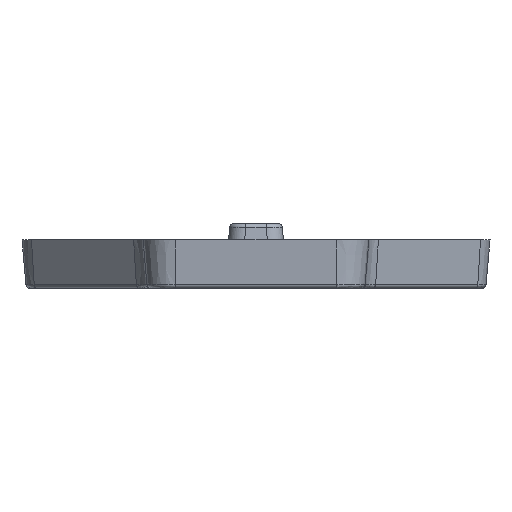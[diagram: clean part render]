
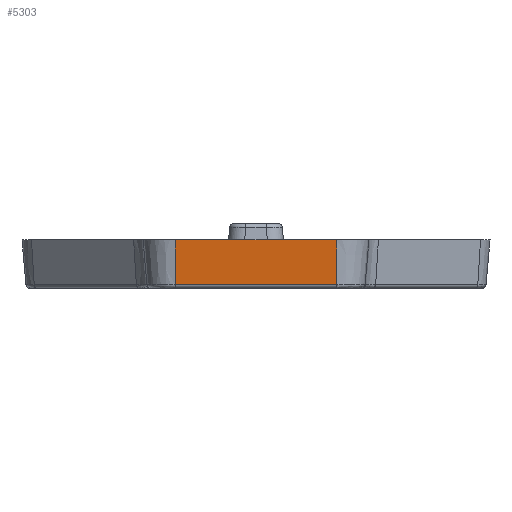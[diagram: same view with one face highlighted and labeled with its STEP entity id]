
A CAD part, front view. The second image highlights one B-rep face of the part: STEP entity #5303.
In plain terms, the highlighted planar face has unit normal (0, -0.996, -0.087).
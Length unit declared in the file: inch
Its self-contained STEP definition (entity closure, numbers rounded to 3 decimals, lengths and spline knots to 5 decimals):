
#29 = ORIENTED_EDGE ( 'NONE', *, *, #3926, .F. ) ;
#194 = VERTEX_POINT ( 'NONE', #458 ) ;
#378 = VERTEX_POINT ( 'NONE', #4138 ) ;
#441 = DIRECTION ( 'NONE',  ( 1., 0., 0. ) ) ;
#458 = CARTESIAN_POINT ( 'NONE',  ( 0.19685, -1.55512, 0. ) ) ;
#462 = LINE ( 'NONE', #893, #3948 ) ;
#486 = VERTEX_POINT ( 'NONE', #1195 ) ;
#725 = EDGE_CURVE ( 'NONE', #378, #486, #1103, .T. ) ;
#893 = CARTESIAN_POINT ( 'NONE',  ( 0.27559, -1.54557, -0.10913 ) ) ;
#1070 = CARTESIAN_POINT ( 'NONE',  ( 0.27559, -1.55512, 0. ) ) ;
#1103 = LINE ( 'NONE', #1070, #3473 ) ;
#1131 = CARTESIAN_POINT ( 'NONE',  ( 0.27559, -1.55512, 0. ) ) ;
#1190 = ORIENTED_EDGE ( 'NONE', *, *, #3940, .F. ) ;
#1195 = CARTESIAN_POINT ( 'NONE',  ( -0.02771, -1.55512, 0. ) ) ;
#1269 = LINE ( 'NONE', #3154, #2259 ) ;
#1379 = CARTESIAN_POINT ( 'NONE',  ( -0.19685, -1.54557, -0.10913 ) ) ;
#1412 = VECTOR ( 'NONE', #2061, 39.37008 ) ;
#1902 = CARTESIAN_POINT ( 'NONE',  ( 0.19685, -1.54557, -0.10913 ) ) ;
#1962 = EDGE_LOOP ( 'NONE', ( #29, #2763, #3158, #3947, #1190, #3697 ) ) ;
#1983 = LINE ( 'NONE', #3760, #4918 ) ;
#2061 = DIRECTION ( 'NONE',  ( 0., -0.087, 0.996 ) ) ;
#2218 = AXIS2_PLACEMENT_3D ( 'NONE', #1131, #4025, #4910 ) ;
#2259 = VECTOR ( 'NONE', #4716, 39.37008 ) ;
#2286 = VERTEX_POINT ( 'NONE', #1902 ) ;
#2435 = VECTOR ( 'NONE', #2485, 39.37008 ) ;
#2485 = DIRECTION ( 'NONE',  ( 0., 0.087, -0.996 ) ) ;
#2763 = ORIENTED_EDGE ( 'NONE', *, *, #4502, .T. ) ;
#2879 = CARTESIAN_POINT ( 'NONE',  ( 0.19685, -1.55512, 0. ) ) ;
#3050 = DIRECTION ( 'NONE',  ( 1., 0., 0. ) ) ;
#3154 = CARTESIAN_POINT ( 'NONE',  ( 0., -1.55512, 0. ) ) ;
#3158 = ORIENTED_EDGE ( 'NONE', *, *, #4313, .T. ) ;
#3218 = PLANE ( 'NONE',  #2218 ) ;
#3473 = VECTOR ( 'NONE', #3589, 39.37008 ) ;
#3548 = LINE ( 'NONE', #3715, #2435 ) ;
#3589 = DIRECTION ( 'NONE',  ( -1., 0., 0. ) ) ;
#3623 = FACE_OUTER_BOUND ( 'NONE', #1962, .T. ) ;
#3697 = ORIENTED_EDGE ( 'NONE', *, *, #725, .T. ) ;
#3701 = VERTEX_POINT ( 'NONE', #1379 ) ;
#3715 = CARTESIAN_POINT ( 'NONE',  ( -0.19685, -1.55512, 0. ) ) ;
#3760 = CARTESIAN_POINT ( 'NONE',  ( 0., -1.55512, 0. ) ) ;
#3926 = EDGE_CURVE ( 'NONE', #4976, #486, #1269, .T. ) ;
#3940 = EDGE_CURVE ( 'NONE', #378, #194, #1983, .T. ) ;
#3947 = ORIENTED_EDGE ( 'NONE', *, *, #4413, .T. ) ;
#3948 = VECTOR ( 'NONE', #441, 39.37008 ) ;
#4025 = DIRECTION ( 'NONE',  ( 0., -0.996, -0.087 ) ) ;
#4138 = CARTESIAN_POINT ( 'NONE',  ( 0.02771, -1.55512, 0. ) ) ;
#4313 = EDGE_CURVE ( 'NONE', #3701, #2286, #462, .T. ) ;
#4413 = EDGE_CURVE ( 'NONE', #2286, #194, #4741, .T. ) ;
#4502 = EDGE_CURVE ( 'NONE', #4976, #3701, #3548, .T. ) ;
#4682 = CARTESIAN_POINT ( 'NONE',  ( -0.19685, -1.55512, 0. ) ) ;
#4716 = DIRECTION ( 'NONE',  ( 1., 0., 0. ) ) ;
#4741 = LINE ( 'NONE', #2879, #1412 ) ;
#4910 = DIRECTION ( 'NONE',  ( 0., 0.087, -0.996 ) ) ;
#4918 = VECTOR ( 'NONE', #3050, 39.37008 ) ;
#4976 = VERTEX_POINT ( 'NONE', #4682 ) ;
#5303 = ADVANCED_FACE ( 'NONE', ( #3623 ), #3218, .T. ) ;
